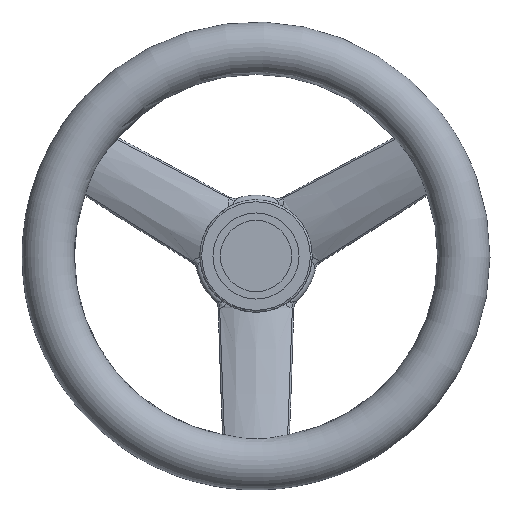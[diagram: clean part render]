
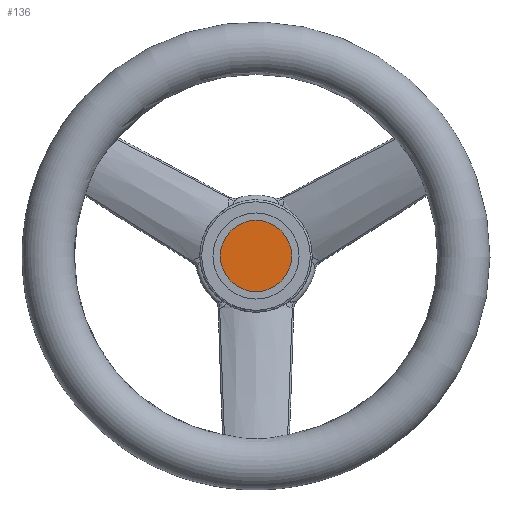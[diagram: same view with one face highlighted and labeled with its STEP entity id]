
A CAD part, top view. The second image highlights one B-rep face of the part: STEP entity #136.
In plain terms, the highlighted planar face has unit normal (0, 0, 1).
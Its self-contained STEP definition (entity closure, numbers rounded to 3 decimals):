
#136 = ADVANCED_FACE( '', ( #340 ), #341, .F. );
#340 = FACE_OUTER_BOUND( '', #897, .T. );
#341 = PLANE( '', #898 );
#897 = EDGE_LOOP( '', ( #4037 ) );
#898 = AXIS2_PLACEMENT_3D( '', #4038, #4039, #4040 );
#4037 = ORIENTED_EDGE( '', *, *, #4674, .F. );
#4038 = CARTESIAN_POINT( '', ( 0., 20., 31.7 ) );
#4039 = DIRECTION( '', ( 0., 0., -1. ) );
#4040 = DIRECTION( '', ( -1., 0., 0. ) );
#4674 = EDGE_CURVE( '', #5032, #5032, #5033, .T. );
#5032 = VERTEX_POINT( '', #6071 );
#5033 = CIRCLE( '', #6072, 19. );
#6071 = CARTESIAN_POINT( '', ( -19., 0., 31.7 ) );
#6072 = AXIS2_PLACEMENT_3D( '', #8608, #8609, #8610 );
#8608 = CARTESIAN_POINT( '', ( 0., 0., 31.7 ) );
#8609 = DIRECTION( '', ( 0., 0., -1. ) );
#8610 = DIRECTION( '', ( -1., 0., 0. ) );
